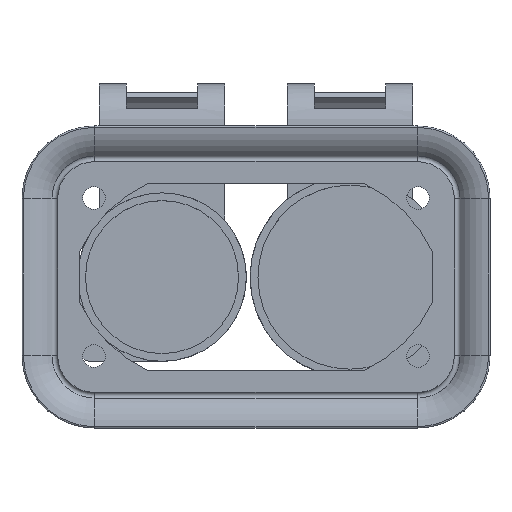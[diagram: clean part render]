
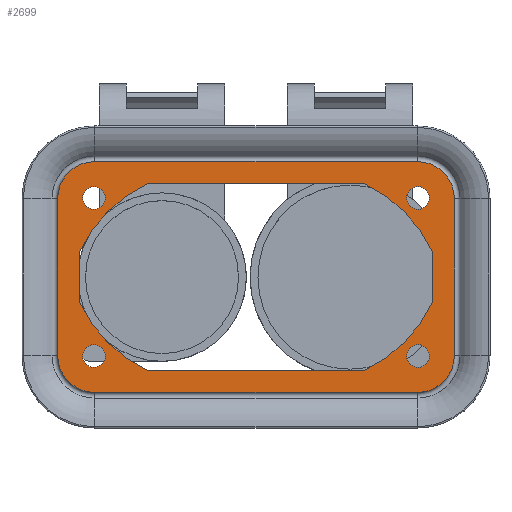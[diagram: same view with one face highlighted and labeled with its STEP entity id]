
A CAD part, top view. The second image highlights one B-rep face of the part: STEP entity #2699.
In plain terms, the highlighted planar face has unit normal (0, 0, 1).
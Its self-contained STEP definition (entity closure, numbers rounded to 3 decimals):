
#599=CARTESIAN_POINT('',(-25.,12.2,1.));
#600=DIRECTION('',(0.,0.,-1.));
#601=DIRECTION('',(1.,0.,0.));
#602=AXIS2_PLACEMENT_3D('',#599,#600,#601);
#604=CARTESIAN_POINT('',(-25.,12.2,1.));
#605=DIRECTION('',(0.,0.,-1.));
#606=DIRECTION('',(-1.,0.,0.));
#607=AXIS2_PLACEMENT_3D('',#604,#605,#606);
#609=CARTESIAN_POINT('',(25.,12.2,1.));
#610=DIRECTION('',(0.,0.,-1.));
#611=DIRECTION('',(1.,0.,0.));
#612=AXIS2_PLACEMENT_3D('',#609,#610,#611);
#614=CARTESIAN_POINT('',(25.,12.2,1.));
#615=DIRECTION('',(0.,0.,-1.));
#616=DIRECTION('',(-1.,0.,0.));
#617=AXIS2_PLACEMENT_3D('',#614,#615,#616);
#619=CARTESIAN_POINT('',(-25.,-12.2,1.));
#620=DIRECTION('',(0.,0.,-1.));
#621=DIRECTION('',(1.,0.,0.));
#622=AXIS2_PLACEMENT_3D('',#619,#620,#621);
#624=CARTESIAN_POINT('',(-25.,-12.2,1.));
#625=DIRECTION('',(0.,0.,-1.));
#626=DIRECTION('',(-1.,0.,0.));
#627=AXIS2_PLACEMENT_3D('',#624,#625,#626);
#629=CARTESIAN_POINT('',(25.,-12.2,1.));
#630=DIRECTION('',(0.,0.,-1.));
#631=DIRECTION('',(1.,0.,0.));
#632=AXIS2_PLACEMENT_3D('',#629,#630,#631);
#634=CARTESIAN_POINT('',(25.,-12.2,1.));
#635=DIRECTION('',(0.,0.,-1.));
#636=DIRECTION('',(-1.,0.,0.));
#637=AXIS2_PLACEMENT_3D('',#634,#635,#636);
#639=CARTESIAN_POINT('',(7.322,-5.478,1.));
#640=DIRECTION('',(0.,0.,-1.));
#641=DIRECTION('',(0.429,0.904,0.));
#642=AXIS2_PLACEMENT_3D('',#639,#640,#641);
#644=DIRECTION('',(1.,0.,0.));
#645=VECTOR('',#644,33.5);
#646=CARTESIAN_POINT('',(-16.75,14.4,1.));
#647=LINE('',#646,#645);
#648=CARTESIAN_POINT('',(-7.322,-5.478,1.));
#649=DIRECTION('',(0.,0.,-1.));
#650=DIRECTION('',(-0.904,0.429,0.));
#651=AXIS2_PLACEMENT_3D('',#648,#649,#650);
#653=DIRECTION('',(0.,1.,0.));
#654=VECTOR('',#653,7.9);
#655=CARTESIAN_POINT('',(-27.2,-3.95,1.));
#656=LINE('',#655,#654);
#657=CARTESIAN_POINT('',(-7.322,5.478,1.));
#658=DIRECTION('',(0.,0.,-1.));
#659=DIRECTION('',(-0.429,-0.904,0.));
#660=AXIS2_PLACEMENT_3D('',#657,#658,#659);
#662=DIRECTION('',(-1.,0.,0.));
#663=VECTOR('',#662,33.5);
#664=CARTESIAN_POINT('',(16.75,-14.4,1.));
#665=LINE('',#664,#663);
#666=CARTESIAN_POINT('',(7.322,5.478,1.));
#667=DIRECTION('',(0.,0.,-1.));
#668=DIRECTION('',(0.904,-0.429,0.));
#669=AXIS2_PLACEMENT_3D('',#666,#667,#668);
#671=DIRECTION('',(0.,-1.,0.));
#672=VECTOR('',#671,7.9);
#673=CARTESIAN_POINT('',(27.2,3.95,1.));
#674=LINE('',#673,#672);
#675=DIRECTION('',(-1.,0.,0.));
#676=VECTOR('',#675,49.8);
#677=CARTESIAN_POINT('',(24.9,17.8,1.));
#678=LINE('',#677,#676);
#679=CARTESIAN_POINT('',(24.9,12.1,1.));
#680=DIRECTION('',(0.,0.,1.));
#681=DIRECTION('',(1.,0.,0.));
#682=AXIS2_PLACEMENT_3D('',#679,#680,#681);
#684=DIRECTION('',(0.,1.,0.));
#685=VECTOR('',#684,24.2);
#686=CARTESIAN_POINT('',(30.6,-12.1,1.));
#687=LINE('',#686,#685);
#688=CARTESIAN_POINT('',(24.9,-12.1,1.));
#689=DIRECTION('',(0.,0.,1.));
#690=DIRECTION('',(0.,-1.,0.));
#691=AXIS2_PLACEMENT_3D('',#688,#689,#690);
#693=DIRECTION('',(1.,0.,0.));
#694=VECTOR('',#693,49.8);
#695=CARTESIAN_POINT('',(-24.9,-17.8,1.));
#696=LINE('',#695,#694);
#697=CARTESIAN_POINT('',(-24.9,-12.1,1.));
#698=DIRECTION('',(0.,0.,1.));
#699=DIRECTION('',(-1.,0.,0.));
#700=AXIS2_PLACEMENT_3D('',#697,#698,#699);
#702=DIRECTION('',(0.,-1.,0.));
#703=VECTOR('',#702,24.2);
#704=CARTESIAN_POINT('',(-30.6,12.1,1.));
#705=LINE('',#704,#703);
#706=CARTESIAN_POINT('',(-24.9,12.1,1.));
#707=DIRECTION('',(0.,0.,1.));
#708=DIRECTION('',(0.,1.,0.));
#709=AXIS2_PLACEMENT_3D('',#706,#707,#708);
#1746=CARTESIAN_POINT('',(-23.25,12.2,1.));
#1747=CARTESIAN_POINT('',(-26.75,12.2,1.));
#1748=VERTEX_POINT('',#1746);
#1749=VERTEX_POINT('',#1747);
#1750=CARTESIAN_POINT('',(26.75,12.2,1.));
#1751=CARTESIAN_POINT('',(23.25,12.2,1.));
#1752=VERTEX_POINT('',#1750);
#1753=VERTEX_POINT('',#1751);
#1754=CARTESIAN_POINT('',(-23.25,-12.2,1.));
#1755=CARTESIAN_POINT('',(-26.75,-12.2,1.));
#1756=VERTEX_POINT('',#1754);
#1757=VERTEX_POINT('',#1755);
#1758=CARTESIAN_POINT('',(26.75,-12.2,1.));
#1759=CARTESIAN_POINT('',(23.25,-12.2,1.));
#1760=VERTEX_POINT('',#1758);
#1761=VERTEX_POINT('',#1759);
#1762=CARTESIAN_POINT('',(16.75,14.4,1.));
#1763=CARTESIAN_POINT('',(27.2,3.95,1.));
#1764=VERTEX_POINT('',#1762);
#1765=VERTEX_POINT('',#1763);
#1766=CARTESIAN_POINT('',(27.2,-3.95,1.));
#1767=VERTEX_POINT('',#1766);
#1768=CARTESIAN_POINT('',(16.75,-14.4,1.));
#1769=VERTEX_POINT('',#1768);
#1770=CARTESIAN_POINT('',(-16.75,-14.4,1.));
#1771=VERTEX_POINT('',#1770);
#1772=CARTESIAN_POINT('',(-27.2,-3.95,1.));
#1773=VERTEX_POINT('',#1772);
#1774=CARTESIAN_POINT('',(-27.2,3.95,1.));
#1775=VERTEX_POINT('',#1774);
#1776=CARTESIAN_POINT('',(-16.75,14.4,1.));
#1777=VERTEX_POINT('',#1776);
#1806=CARTESIAN_POINT('',(24.9,17.8,1.));
#1807=CARTESIAN_POINT('',(-24.9,17.8,1.));
#1808=VERTEX_POINT('',#1806);
#1809=VERTEX_POINT('',#1807);
#1958=CARTESIAN_POINT('',(-30.6,12.1,1.));
#1959=VERTEX_POINT('',#1958);
#1960=CARTESIAN_POINT('',(-30.6,-12.1,1.));
#1961=VERTEX_POINT('',#1960);
#1962=CARTESIAN_POINT('',(-24.9,-17.8,1.));
#1963=VERTEX_POINT('',#1962);
#1964=CARTESIAN_POINT('',(24.9,-17.8,1.));
#1965=VERTEX_POINT('',#1964);
#1966=CARTESIAN_POINT('',(30.6,-12.1,1.));
#1967=VERTEX_POINT('',#1966);
#1968=CARTESIAN_POINT('',(30.6,12.1,1.));
#1969=VERTEX_POINT('',#1968);
#2635=CARTESIAN_POINT('',(0.,0.,1.));
#2636=DIRECTION('',(0.,0.,1.));
#2637=DIRECTION('',(1.,0.,0.));
#2638=AXIS2_PLACEMENT_3D('',#2635,#2636,#2637);
#2639=PLANE('',#2638);
#2641=ORIENTED_EDGE('',*,*,#2640,.F.);
#2643=ORIENTED_EDGE('',*,*,#2642,.F.);
#2645=ORIENTED_EDGE('',*,*,#2644,.F.);
#2647=ORIENTED_EDGE('',*,*,#2646,.F.);
#2649=ORIENTED_EDGE('',*,*,#2648,.F.);
#2651=ORIENTED_EDGE('',*,*,#2650,.F.);
#2652=ORIENTED_EDGE('',*,*,#2625,.F.);
#2654=ORIENTED_EDGE('',*,*,#2653,.F.);
#2655=EDGE_LOOP('',(#2641,#2643,#2645,#2647,#2649,#2651,#2652,#2654));
#2656=FACE_OUTER_BOUND('',#2655,.F.);
#2658=ORIENTED_EDGE('',*,*,#2657,.F.);
#2660=ORIENTED_EDGE('',*,*,#2659,.F.);
#2661=EDGE_LOOP('',(#2658,#2660));
#2662=FACE_BOUND('',#2661,.F.);
#2664=ORIENTED_EDGE('',*,*,#2663,.F.);
#2666=ORIENTED_EDGE('',*,*,#2665,.F.);
#2667=EDGE_LOOP('',(#2664,#2666));
#2668=FACE_BOUND('',#2667,.F.);
#2670=ORIENTED_EDGE('',*,*,#2669,.F.);
#2672=ORIENTED_EDGE('',*,*,#2671,.F.);
#2673=EDGE_LOOP('',(#2670,#2672));
#2674=FACE_BOUND('',#2673,.F.);
#2676=ORIENTED_EDGE('',*,*,#2675,.F.);
#2678=ORIENTED_EDGE('',*,*,#2677,.F.);
#2680=ORIENTED_EDGE('',*,*,#2679,.F.);
#2682=ORIENTED_EDGE('',*,*,#2681,.F.);
#2684=ORIENTED_EDGE('',*,*,#2683,.F.);
#2686=ORIENTED_EDGE('',*,*,#2685,.F.);
#2688=ORIENTED_EDGE('',*,*,#2687,.F.);
#2690=ORIENTED_EDGE('',*,*,#2689,.F.);
#2691=EDGE_LOOP('',(#2676,#2678,#2680,#2682,#2684,#2686,#2688,#2690));
#2692=FACE_BOUND('',#2691,.F.);
#2694=ORIENTED_EDGE('',*,*,#2693,.F.);
#2696=ORIENTED_EDGE('',*,*,#2695,.F.);
#2697=EDGE_LOOP('',(#2694,#2696));
#2698=FACE_BOUND('',#2697,.F.);
#603=CIRCLE('',#602,1.75);
#608=CIRCLE('',#607,1.75);
#613=CIRCLE('',#612,1.75);
#618=CIRCLE('',#617,1.75);
#623=CIRCLE('',#622,1.75);
#628=CIRCLE('',#627,1.75);
#633=CIRCLE('',#632,1.75);
#638=CIRCLE('',#637,1.75);
#643=CIRCLE('',#642,22.);
#652=CIRCLE('',#651,22.);
#661=CIRCLE('',#660,22.);
#670=CIRCLE('',#669,22.);
#683=CIRCLE('',#682,5.7);
#692=CIRCLE('',#691,5.7);
#701=CIRCLE('',#700,5.7);
#710=CIRCLE('',#709,5.7);
#2625=EDGE_CURVE('',#1959,#1961,#705,.T.);
#2640=EDGE_CURVE('',#1808,#1809,#678,.T.);
#2642=EDGE_CURVE('',#1969,#1808,#683,.T.);
#2644=EDGE_CURVE('',#1967,#1969,#687,.T.);
#2646=EDGE_CURVE('',#1965,#1967,#692,.T.);
#2648=EDGE_CURVE('',#1963,#1965,#696,.T.);
#2650=EDGE_CURVE('',#1961,#1963,#701,.T.);
#2653=EDGE_CURVE('',#1809,#1959,#710,.T.);
#2657=EDGE_CURVE('',#1752,#1753,#613,.T.);
#2659=EDGE_CURVE('',#1753,#1752,#618,.T.);
#2663=EDGE_CURVE('',#1756,#1757,#623,.T.);
#2665=EDGE_CURVE('',#1757,#1756,#628,.T.);
#2669=EDGE_CURVE('',#1760,#1761,#633,.T.);
#2671=EDGE_CURVE('',#1761,#1760,#638,.T.);
#2675=EDGE_CURVE('',#1764,#1765,#643,.T.);
#2677=EDGE_CURVE('',#1777,#1764,#647,.T.);
#2679=EDGE_CURVE('',#1775,#1777,#652,.T.);
#2681=EDGE_CURVE('',#1773,#1775,#656,.T.);
#2683=EDGE_CURVE('',#1771,#1773,#661,.T.);
#2685=EDGE_CURVE('',#1769,#1771,#665,.T.);
#2687=EDGE_CURVE('',#1767,#1769,#670,.T.);
#2689=EDGE_CURVE('',#1765,#1767,#674,.T.);
#2693=EDGE_CURVE('',#1748,#1749,#603,.T.);
#2695=EDGE_CURVE('',#1749,#1748,#608,.T.);
#2699=ADVANCED_FACE('',(#2656,#2662,#2668,#2674,#2692,#2698),#2639,.T.);
